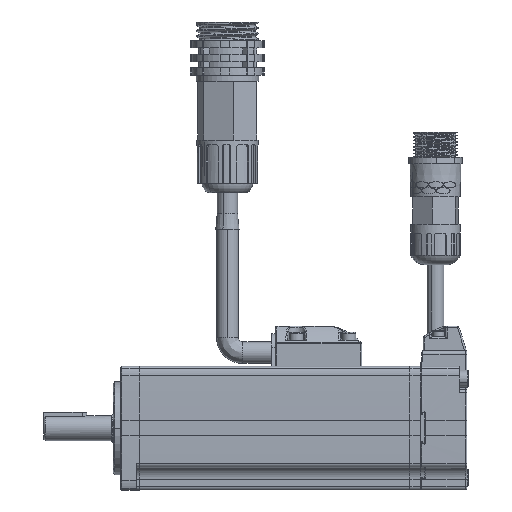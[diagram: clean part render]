
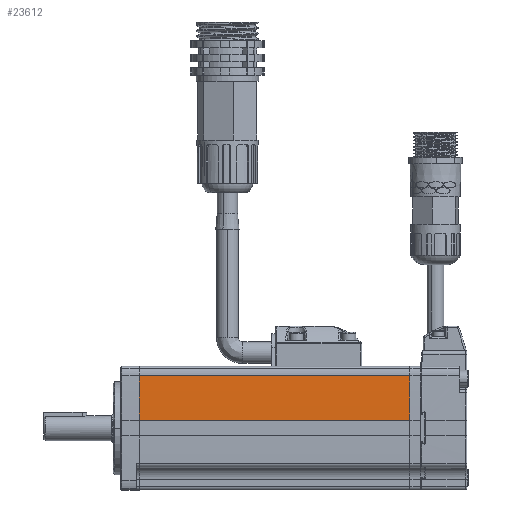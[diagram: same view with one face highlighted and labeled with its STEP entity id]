
A CAD part, front view. The second image highlights one B-rep face of the part: STEP entity #23612.
In plain terms, the highlighted cylindrical face has radius 518.5 mm (diameter 1037 mm), a partial arc.
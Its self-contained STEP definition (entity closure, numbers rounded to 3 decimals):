
#464 = EDGE_LOOP ( 'NONE', ( #31730, #3921, #74100, #19749 ) ) ;
#2451 = VECTOR ( 'NONE', #58252, 1000. ) ;
#3921 = ORIENTED_EDGE ( 'NONE', *, *, #55236, .T. ) ;
#8972 = FACE_OUTER_BOUND ( 'NONE', #464, .T. ) ;
#12216 = LINE ( 'NONE', #58995, #55463 ) ;
#19749 = ORIENTED_EDGE ( 'NONE', *, *, #61207, .F. ) ;
#22295 = DIRECTION ( 'NONE',  ( 0., -1., 0. ) ) ;
#23612 = ADVANCED_FACE ( 'NONE', ( #8972 ), #40564, .T. ) ;
#26357 = CARTESIAN_POINT ( 'NONE',  ( 29.441, 549.565, 61.9 ) ) ;
#31730 = ORIENTED_EDGE ( 'NONE', *, *, #48085, .F. ) ;
#32562 = CIRCLE ( 'NONE', #60555, 518.5 ) ;
#32642 = DIRECTION ( 'NONE',  ( -1., 0., 0. ) ) ;
#33311 = CARTESIAN_POINT ( 'NONE',  ( 117.441, 31.065, 61.9 ) ) ;
#37606 = AXIS2_PLACEMENT_3D ( 'NONE', #26357, #59713, #46386 ) ;
#37895 = CARTESIAN_POINT ( 'NONE',  ( 29.441, 31.268, 76.401 ) ) ;
#39940 = AXIS2_PLACEMENT_3D ( 'NONE', #49953, #62685, #22295 ) ;
#40564 = CYLINDRICAL_SURFACE ( 'NONE', #37606, 518.5 ) ;
#44812 = DIRECTION ( 'NONE',  ( 1., 0., 0. ) ) ;
#46386 = DIRECTION ( 'NONE',  ( 0., -1., 0. ) ) ;
#46746 = LINE ( 'NONE', #37895, #2451 ) ;
#47068 = CIRCLE ( 'NONE', #39940, 518.5 ) ;
#47112 = DIRECTION ( 'NONE',  ( 0., -1., 0. ) ) ;
#48085 = EDGE_CURVE ( 'NONE', #53245, #65354, #32562, .T. ) ;
#49687 = VERTEX_POINT ( 'NONE', #68515 ) ;
#49953 = CARTESIAN_POINT ( 'NONE',  ( 117.441, 549.565, 61.9 ) ) ;
#53245 = VERTEX_POINT ( 'NONE', #66087 ) ;
#55236 = EDGE_CURVE ( 'NONE', #53245, #63046, #12216, .T. ) ;
#55463 = VECTOR ( 'NONE', #44812, 1000. ) ;
#58252 = DIRECTION ( 'NONE',  ( 1., 0., 0. ) ) ;
#58995 = CARTESIAN_POINT ( 'NONE',  ( 29.441, 31.065, 61.9 ) ) ;
#59713 = DIRECTION ( 'NONE',  ( 1., 0., 0. ) ) ;
#60555 = AXIS2_PLACEMENT_3D ( 'NONE', #73420, #32642, #47112 ) ;
#61207 = EDGE_CURVE ( 'NONE', #65354, #49687, #46746, .T. ) ;
#62685 = DIRECTION ( 'NONE',  ( 1., 0., 0. ) ) ;
#63046 = VERTEX_POINT ( 'NONE', #33311 ) ;
#65354 = VERTEX_POINT ( 'NONE', #74893 ) ;
#66087 = CARTESIAN_POINT ( 'NONE',  ( 29.941, 31.065, 61.9 ) ) ;
#68515 = CARTESIAN_POINT ( 'NONE',  ( 117.441, 31.268, 76.401 ) ) ;
#73420 = CARTESIAN_POINT ( 'NONE',  ( 29.941, 549.565, 61.9 ) ) ;
#74100 = ORIENTED_EDGE ( 'NONE', *, *, #81268, .F. ) ;
#74893 = CARTESIAN_POINT ( 'NONE',  ( 29.941, 31.268, 76.401 ) ) ;
#81268 = EDGE_CURVE ( 'NONE', #49687, #63046, #47068, .T. ) ;
